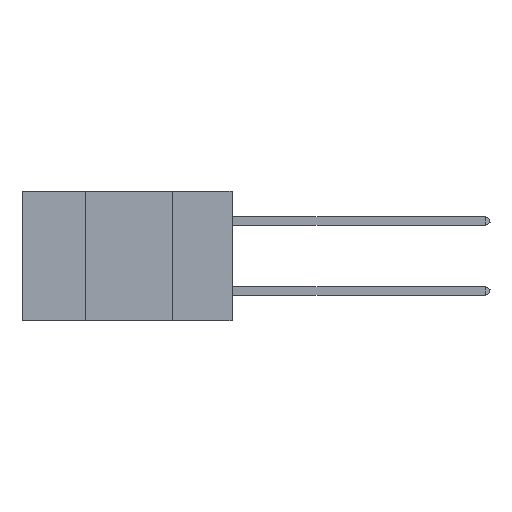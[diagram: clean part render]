
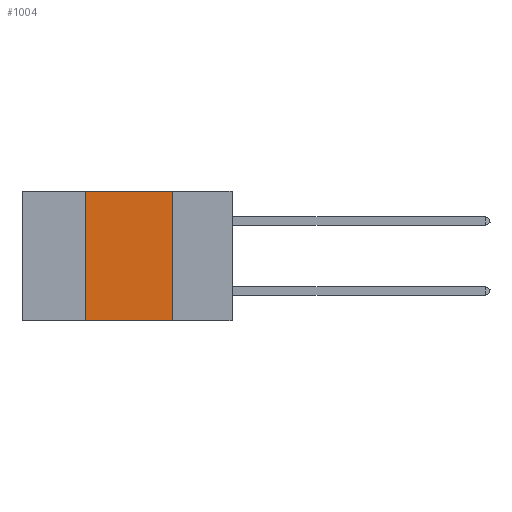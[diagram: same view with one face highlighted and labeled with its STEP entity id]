
A CAD part, left-side view. The second image highlights one B-rep face of the part: STEP entity #1004.
In plain terms, the highlighted planar face has unit normal (-1, 0, 0).
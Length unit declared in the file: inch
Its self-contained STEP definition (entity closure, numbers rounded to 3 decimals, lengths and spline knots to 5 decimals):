
#1004 = ADVANCED_FACE ( 'NONE', ( #16354 ), #34649, .F. ) ;
#2103 = CARTESIAN_POINT ( 'NONE',  ( 0., 0.17, 0. ) ) ;
#3047 = DIRECTION ( 'NONE',  ( 0., 0., -1. ) ) ;
#3530 = CARTESIAN_POINT ( 'NONE',  ( 0., 0.17, 0. ) ) ;
#4279 = CARTESIAN_POINT ( 'NONE',  ( 0., 0.6, 0. ) ) ;
#6188 = CARTESIAN_POINT ( 'NONE',  ( 0., 0.6, -0.37 ) ) ;
#6304 = VECTOR ( 'NONE', #8220, 39.37008 ) ;
#6531 = VERTEX_POINT ( 'NONE', #7113 ) ;
#6783 = ORIENTED_EDGE ( 'NONE', *, *, #13232, .F. ) ;
#6837 = DIRECTION ( 'NONE',  ( 0., -1., 0. ) ) ;
#7113 = CARTESIAN_POINT ( 'NONE',  ( 0., 0.17, -0.37 ) ) ;
#7258 = LINE ( 'NONE', #2103, #6304 ) ;
#7528 = DIRECTION ( 'NONE',  ( 0., 0., 1. ) ) ;
#8220 = DIRECTION ( 'NONE',  ( 0., 0., -1. ) ) ;
#12491 = LINE ( 'NONE', #16332, #37527 ) ;
#12885 = VERTEX_POINT ( 'NONE', #18213 ) ;
#13232 = EDGE_CURVE ( 'NONE', #30378, #12885, #12491, .T. ) ;
#16332 = CARTESIAN_POINT ( 'NONE',  ( 0., 0.42, 0. ) ) ;
#16354 = FACE_OUTER_BOUND ( 'NONE', #34405, .T. ) ;
#16669 = AXIS2_PLACEMENT_3D ( 'NONE', #17280, #25828, #3047 ) ;
#17280 = CARTESIAN_POINT ( 'NONE',  ( 0., 0.6, 0. ) ) ;
#18213 = CARTESIAN_POINT ( 'NONE',  ( 0., 0.42, 0. ) ) ;
#20277 = EDGE_CURVE ( 'NONE', #12885, #28939, #22791, .T. ) ;
#20788 = EDGE_CURVE ( 'NONE', #30378, #6531, #27340, .T. ) ;
#22791 = LINE ( 'NONE', #4279, #23242 ) ;
#23242 = VECTOR ( 'NONE', #6837, 39.37008 ) ;
#23248 = VECTOR ( 'NONE', #26602, 39.37008 ) ;
#25828 = DIRECTION ( 'NONE',  ( 1., 0., 0. ) ) ;
#26602 = DIRECTION ( 'NONE',  ( 0., -1., 0. ) ) ;
#26944 = CARTESIAN_POINT ( 'NONE',  ( 0., 0.42, -0.37 ) ) ;
#27340 = LINE ( 'NONE', #6188, #23248 ) ;
#27702 = EDGE_CURVE ( 'NONE', #28939, #6531, #7258, .T. ) ;
#28939 = VERTEX_POINT ( 'NONE', #3530 ) ;
#30378 = VERTEX_POINT ( 'NONE', #26944 ) ;
#33033 = ORIENTED_EDGE ( 'NONE', *, *, #27702, .F. ) ;
#33585 = ORIENTED_EDGE ( 'NONE', *, *, #20788, .T. ) ;
#34405 = EDGE_LOOP ( 'NONE', ( #33033, #35989, #6783, #33585 ) ) ;
#34649 = PLANE ( 'NONE',  #16669 ) ;
#35989 = ORIENTED_EDGE ( 'NONE', *, *, #20277, .F. ) ;
#37527 = VECTOR ( 'NONE', #7528, 39.37008 ) ;
